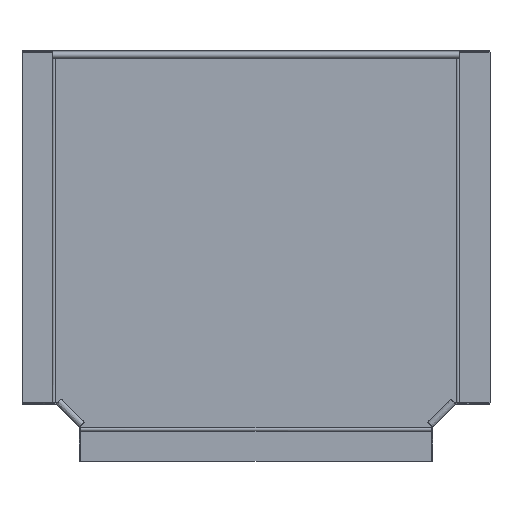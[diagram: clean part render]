
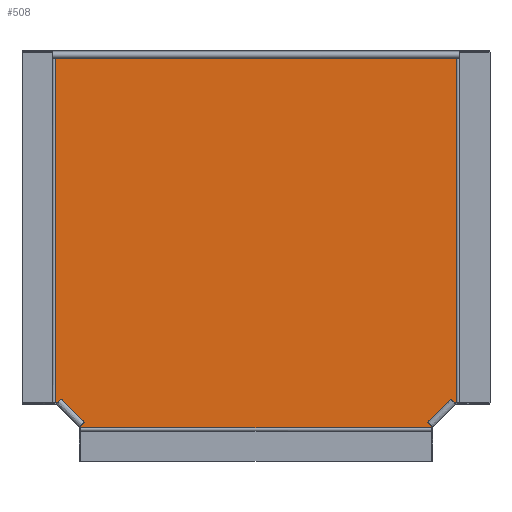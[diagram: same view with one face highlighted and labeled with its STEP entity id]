
A CAD part, top view. The second image highlights one B-rep face of the part: STEP entity #508.
In plain terms, the highlighted planar face has unit normal (0, 0, 1).
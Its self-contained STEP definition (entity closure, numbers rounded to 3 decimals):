
#508=ADVANCED_FACE('',(#984),#7980,.T.);
#984=FACE_OUTER_BOUND('',#1480,.T.);
#1480=EDGE_LOOP('',(#3882,#3883,#3884,#3885,#3886,#3887,#3888,#3889,#3890,
#3891));
#3882=ORIENTED_EDGE('',*,*,#5270,.T.);
#3883=ORIENTED_EDGE('',*,*,#5271,.T.);
#3884=ORIENTED_EDGE('',*,*,#5272,.T.);
#3885=ORIENTED_EDGE('',*,*,#5320,.T.);
#3886=ORIENTED_EDGE('',*,*,#5273,.T.);
#3887=ORIENTED_EDGE('',*,*,#5274,.T.);
#3888=ORIENTED_EDGE('',*,*,#5275,.T.);
#3889=ORIENTED_EDGE('',*,*,#5276,.T.);
#3890=ORIENTED_EDGE('',*,*,#5277,.T.);
#3891=ORIENTED_EDGE('',*,*,#5279,.T.);
#5270=EDGE_CURVE('',#7478,#7490,#6639,.T.);
#5271=EDGE_CURVE('',#7490,#7491,#6640,.T.);
#5272=EDGE_CURVE('',#7491,#7492,#6641,.T.);
#5273=EDGE_CURVE('',#7441,#7493,#6642,.T.);
#5274=EDGE_CURVE('',#7493,#7494,#6643,.T.);
#5275=EDGE_CURVE('',#7494,#7495,#6644,.T.);
#5276=EDGE_CURVE('',#7495,#7496,#6645,.T.);
#5277=EDGE_CURVE('',#7496,#7497,#6646,.T.);
#5279=EDGE_CURVE('',#7497,#7478,#6648,.T.);
#5320=EDGE_CURVE('',#7492,#7441,#6665,.T.);
#6639=B_SPLINE_CURVE_WITH_KNOTS('',1,(#20233,#20234),.UNSPECIFIED.,.F.,
 .F.,(2,2),(-1.986,0.),.UNSPECIFIED.);
#6640=B_SPLINE_CURVE_WITH_KNOTS('',1,(#20235,#20236),.UNSPECIFIED.,.F.,
 .F.,(2,2),(-598.5,0.),.UNSPECIFIED.);
#6641=B_SPLINE_CURVE_WITH_KNOTS('',1,(#20237,#20238),.UNSPECIFIED.,.F.,
 .F.,(2,2),(-1.986,0.),.UNSPECIFIED.);
#6642=B_SPLINE_CURVE_WITH_KNOTS('',1,(#20239,#20240),.UNSPECIFIED.,.F.,
 .F.,(2,2),(-1.986,0.),.UNSPECIFIED.);
#6643=B_SPLINE_CURVE_WITH_KNOTS('',1,(#20241,#20242),.UNSPECIFIED.,.F.,
 .F.,(2,2),(-598.5,0.),.UNSPECIFIED.);
#6644=B_SPLINE_CURVE_WITH_KNOTS('',1,(#20243,#20244),.UNSPECIFIED.,.F.,
 .F.,(2,2),(0.,684.571),.UNSPECIFIED.);
#6645=B_SPLINE_CURVE_WITH_KNOTS('',1,(#20245,#20246),.UNSPECIFIED.,.F.,
 .F.,(2,2),(-598.5,0.),.UNSPECIFIED.);
#6646=B_SPLINE_CURVE_WITH_KNOTS('',1,(#20247,#20248),.UNSPECIFIED.,.F.,
 .F.,(2,2),(-1.986,0.),.UNSPECIFIED.);
#6648=B_SPLINE_CURVE_WITH_KNOTS('',1,(#20251,#20252),.UNSPECIFIED.,.F.,
 .F.,(2,2),(0.,58.053),.UNSPECIFIED.);
#6665=B_SPLINE_CURVE_WITH_KNOTS('',1,(#20351,#20352),.UNSPECIFIED.,.F.,
 .F.,(2,2),(0.,58.053),.UNSPECIFIED.);
#7441=VERTEX_POINT('',#20011);
#7478=VERTEX_POINT('',#20048);
#7490=VERTEX_POINT('',#20060);
#7491=VERTEX_POINT('',#20061);
#7492=VERTEX_POINT('',#20062);
#7493=VERTEX_POINT('',#20063);
#7494=VERTEX_POINT('',#20064);
#7495=VERTEX_POINT('',#20065);
#7496=VERTEX_POINT('',#20066);
#7497=VERTEX_POINT('',#20067);
#7980=PLANE('',#8307);
#8307=AXIS2_PLACEMENT_3D('',#19775,#8599,$);
#8599=DIRECTION('',(0.,0.,1.));
#19775=CARTESIAN_POINT('',(-410.744,-6.84,0.));
#20011=CARTESIAN_POINT('',(340.3,100.35,0.));
#20048=CARTESIAN_POINT('',(-299.25,59.3,0.));
#20060=CARTESIAN_POINT('',(-299.25,57.314,0.));
#20061=CARTESIAN_POINT('',(299.25,57.314,0.));
#20062=CARTESIAN_POINT('',(299.25,59.3,0.));
#20063=CARTESIAN_POINT('',(342.286,100.35,0.));
#20064=CARTESIAN_POINT('',(342.286,698.85,0.));
#20065=CARTESIAN_POINT('',(-342.286,698.85,0.));
#20066=CARTESIAN_POINT('',(-342.286,100.35,0.));
#20067=CARTESIAN_POINT('',(-340.3,100.35,0.));
#20233=CARTESIAN_POINT('',(-299.25,59.3,0.));
#20234=CARTESIAN_POINT('',(-299.25,57.314,0.));
#20235=CARTESIAN_POINT('',(-299.25,57.314,0.));
#20236=CARTESIAN_POINT('',(299.25,57.314,0.));
#20237=CARTESIAN_POINT('',(299.25,57.314,0.));
#20238=CARTESIAN_POINT('',(299.25,59.3,0.));
#20239=CARTESIAN_POINT('',(340.3,100.35,0.));
#20240=CARTESIAN_POINT('',(342.286,100.35,0.));
#20241=CARTESIAN_POINT('',(342.286,100.35,0.));
#20242=CARTESIAN_POINT('',(342.286,698.85,0.));
#20243=CARTESIAN_POINT('',(342.286,698.85,0.));
#20244=CARTESIAN_POINT('',(-342.286,698.85,0.));
#20245=CARTESIAN_POINT('',(-342.286,698.85,0.));
#20246=CARTESIAN_POINT('',(-342.286,100.35,0.));
#20247=CARTESIAN_POINT('',(-342.286,100.35,0.));
#20248=CARTESIAN_POINT('',(-340.3,100.35,0.));
#20251=CARTESIAN_POINT('',(-340.3,100.35,0.));
#20252=CARTESIAN_POINT('',(-299.25,59.3,0.));
#20351=CARTESIAN_POINT('',(299.25,59.3,0.));
#20352=CARTESIAN_POINT('',(340.3,100.35,0.));
